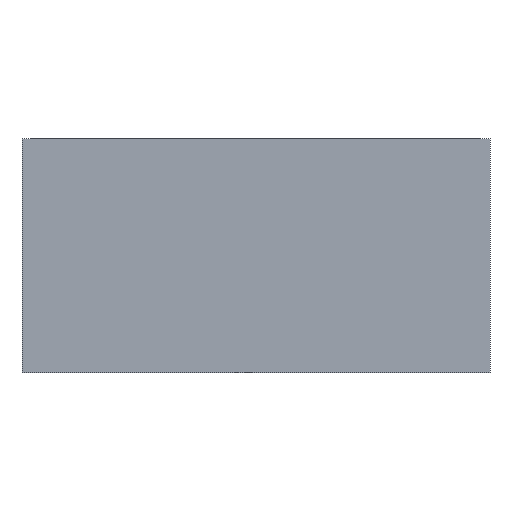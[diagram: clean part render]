
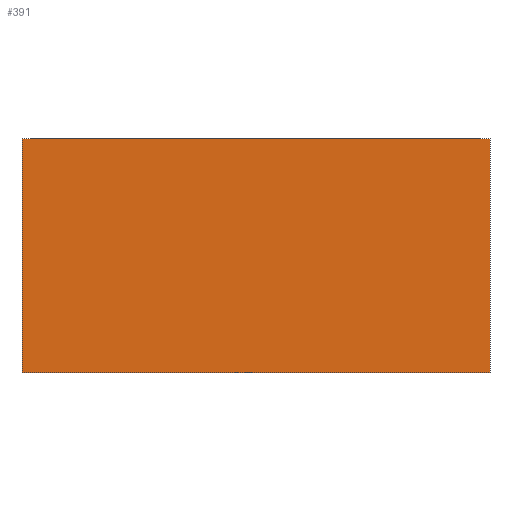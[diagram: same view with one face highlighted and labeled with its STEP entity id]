
A CAD part, front view. The second image highlights one B-rep face of the part: STEP entity #391.
In plain terms, the highlighted planar face has unit normal (0, -1, 0).
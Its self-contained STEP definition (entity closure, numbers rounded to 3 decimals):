
#61 = EDGE_CURVE('',#62,#64,#66,.T.);
#62 = VERTEX_POINT('',#63);
#63 = CARTESIAN_POINT('',(-48.832,-54.855,0.));
#64 = VERTEX_POINT('',#65);
#65 = CARTESIAN_POINT('',(-48.832,-54.855,50.));
#66 = LINE('',#67,#68);
#67 = CARTESIAN_POINT('',(-48.832,-54.855,0.));
#68 = VECTOR('',#69,1.);
#69 = DIRECTION('',(0.,0.,1.));
#298 = VERTEX_POINT('',#299);
#299 = CARTESIAN_POINT('',(51.168,-54.855,50.));
#305 = EDGE_CURVE('',#306,#298,#308,.T.);
#306 = VERTEX_POINT('',#307);
#307 = CARTESIAN_POINT('',(51.168,-54.855,0.));
#308 = LINE('',#309,#310);
#309 = CARTESIAN_POINT('',(51.168,-54.855,0.));
#310 = VECTOR('',#311,1.);
#311 = DIRECTION('',(0.,0.,1.));
#329 = EDGE_CURVE('',#306,#62,#330,.T.);
#330 = LINE('',#331,#332);
#331 = CARTESIAN_POINT('',(51.168,-54.855,0.));
#332 = VECTOR('',#333,1.);
#333 = DIRECTION('',(-1.,0.,0.));
#346 = EDGE_CURVE('',#298,#64,#347,.T.);
#347 = LINE('',#348,#349);
#348 = CARTESIAN_POINT('',(51.168,-54.855,50.));
#349 = VECTOR('',#350,1.);
#350 = DIRECTION('',(-1.,0.,0.));
#391 = ADVANCED_FACE('',(#392),#398,.T.);
#392 = FACE_BOUND('',#393,.T.);
#393 = EDGE_LOOP('',(#394,#395,#396,#397));
#394 = ORIENTED_EDGE('',*,*,#305,.T.);
#395 = ORIENTED_EDGE('',*,*,#346,.T.);
#396 = ORIENTED_EDGE('',*,*,#61,.F.);
#397 = ORIENTED_EDGE('',*,*,#329,.F.);
#398 = PLANE('',#399);
#399 = AXIS2_PLACEMENT_3D('',#400,#401,#402);
#400 = CARTESIAN_POINT('',(51.168,-54.855,0.));
#401 = DIRECTION('',(0.,-1.,0.));
#402 = DIRECTION('',(-1.,0.,0.));
